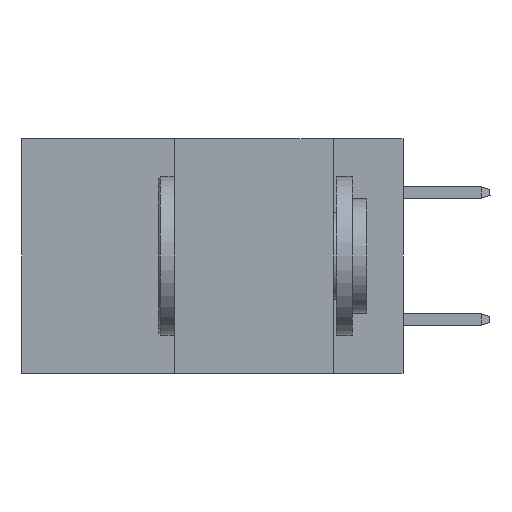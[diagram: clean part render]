
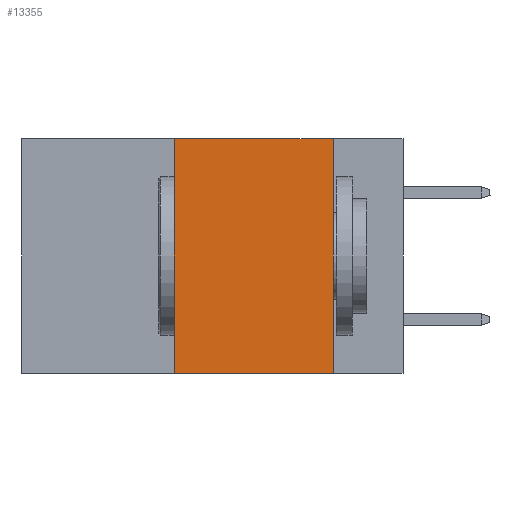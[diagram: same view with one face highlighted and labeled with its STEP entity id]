
A CAD part, left-side view. The second image highlights one B-rep face of the part: STEP entity #13355.
In plain terms, the highlighted planar face has unit normal (-1, 0, 0).
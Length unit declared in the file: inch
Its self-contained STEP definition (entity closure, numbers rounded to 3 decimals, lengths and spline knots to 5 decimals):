
#685 = CARTESIAN_POINT ( 'NONE',  ( 0., 0.36, 0. ) ) ;
#1369 = EDGE_LOOP ( 'NONE', ( #27257, #27822, #9645, #30379 ) ) ;
#1378 = LINE ( 'NONE', #12006, #37884 ) ;
#3068 = EDGE_CURVE ( 'NONE', #14537, #10931, #36890, .T. ) ;
#4231 = VERTEX_POINT ( 'NONE', #685 ) ;
#5664 = DIRECTION ( 'NONE',  ( 0., -1., 0. ) ) ;
#9012 = PLANE ( 'NONE',  #22996 ) ;
#9645 = ORIENTED_EDGE ( 'NONE', *, *, #31144, .F. ) ;
#9672 = VECTOR ( 'NONE', #32528, 39.37008 ) ;
#10931 = VERTEX_POINT ( 'NONE', #14884 ) ;
#12006 = CARTESIAN_POINT ( 'NONE',  ( 0., 0.6, 0. ) ) ;
#13355 = ADVANCED_FACE ( 'NONE', ( #43597 ), #9012, .F. ) ;
#14537 = VERTEX_POINT ( 'NONE', #42246 ) ;
#14884 = CARTESIAN_POINT ( 'NONE',  ( 0., 0.11, -0.37 ) ) ;
#15237 = CARTESIAN_POINT ( 'NONE',  ( 0., 0.11, 0. ) ) ;
#15706 = VECTOR ( 'NONE', #18843, 39.37008 ) ;
#16304 = CARTESIAN_POINT ( 'NONE',  ( 0., 0.6, -0.37 ) ) ;
#18627 = VERTEX_POINT ( 'NONE', #21385 ) ;
#18843 = DIRECTION ( 'NONE',  ( 0., 0., 1. ) ) ;
#21385 = CARTESIAN_POINT ( 'NONE',  ( 0., 0.36, -0.37 ) ) ;
#22996 = AXIS2_PLACEMENT_3D ( 'NONE', #40375, #43144, #26554 ) ;
#26554 = DIRECTION ( 'NONE',  ( 0., 0., -1. ) ) ;
#27257 = ORIENTED_EDGE ( 'NONE', *, *, #3068, .F. ) ;
#27822 = ORIENTED_EDGE ( 'NONE', *, *, #34489, .F. ) ;
#29292 = DIRECTION ( 'NONE',  ( 0., -1., 0. ) ) ;
#30379 = ORIENTED_EDGE ( 'NONE', *, *, #33942, .T. ) ;
#31144 = EDGE_CURVE ( 'NONE', #18627, #4231, #36590, .T. ) ;
#32528 = DIRECTION ( 'NONE',  ( 0., 0., -1. ) ) ;
#33138 = CARTESIAN_POINT ( 'NONE',  ( 0., 0.36, 0. ) ) ;
#33942 = EDGE_CURVE ( 'NONE', #18627, #10931, #37277, .T. ) ;
#34489 = EDGE_CURVE ( 'NONE', #4231, #14537, #1378, .T. ) ;
#35642 = VECTOR ( 'NONE', #5664, 39.37008 ) ;
#36590 = LINE ( 'NONE', #33138, #15706 ) ;
#36890 = LINE ( 'NONE', #15237, #9672 ) ;
#37277 = LINE ( 'NONE', #16304, #35642 ) ;
#37884 = VECTOR ( 'NONE', #29292, 39.37008 ) ;
#40375 = CARTESIAN_POINT ( 'NONE',  ( 0., 0.6, 0. ) ) ;
#42246 = CARTESIAN_POINT ( 'NONE',  ( 0., 0.11, 0. ) ) ;
#43144 = DIRECTION ( 'NONE',  ( 1., 0., 0. ) ) ;
#43597 = FACE_OUTER_BOUND ( 'NONE', #1369, .T. ) ;
